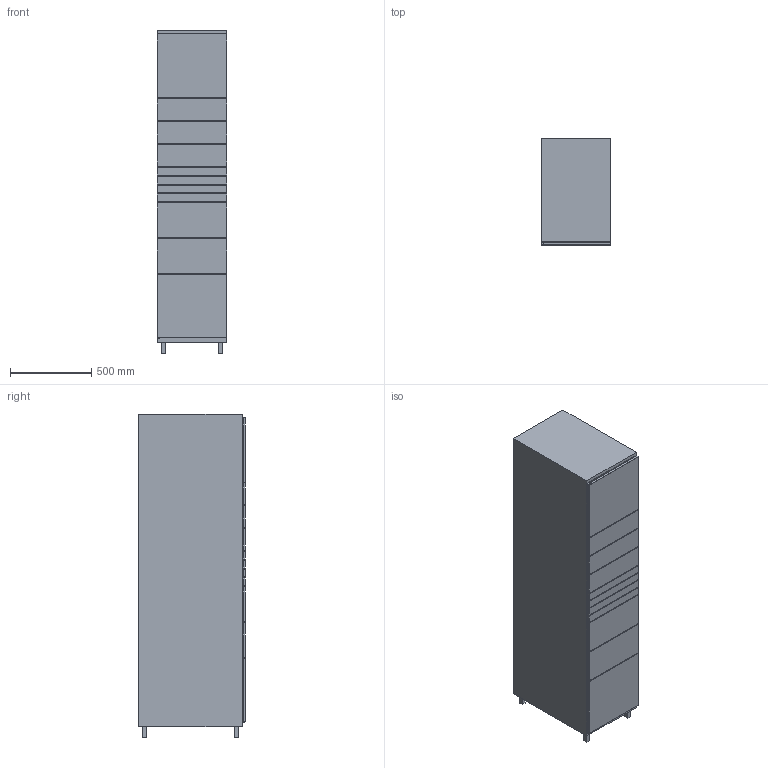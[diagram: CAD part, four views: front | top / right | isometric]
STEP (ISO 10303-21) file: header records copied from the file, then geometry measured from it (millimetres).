
FILE_DESCRIPTION(/* description */ (''),/* implementation_level */ '2;1');
FILE_NAME(/* name */ 'Cabinet drawer development.stp',/* time_stamp */ '2014-11-26T07:53:03+02:00',/* author */ ('Remi'),/* organization */ (''),/* preprocessor_version */ 'ST-DEVELOPER v15.6',/* originating_system */ 'Autodesk Inventor 2015',/* authorisation */ '');
FILE_SCHEMA (('AUTOMOTIVE_DESIGN { 1 0 10303 214 3 1 1 }'));
Length unit declared in the file: millimetre
Products named in the file (3): Cabinet; Drawer front plate; Cabinet drawer development
Bounding box: 430 x 657.5 x 1996 mm (x, y, z)
Volume: 101219704.6 mm3; surface area: 12621395.1 mm2
Topology: 5 solids, 5 shells, 393 faces, 889 edges, 509 vertices
Faces by surface type: cylinder 155, plane 150, sphere 74, torus 14
Entity records: 9066 total; most frequent: CARTESIAN_POINT 1645, DIRECTION 1601, ORIENTED_EDGE 1490, EDGE_CURVE 745, AXIS2_PLACEMENT_3D 561, LINE 479, VECTOR 479, VERTEX_POINT 437
